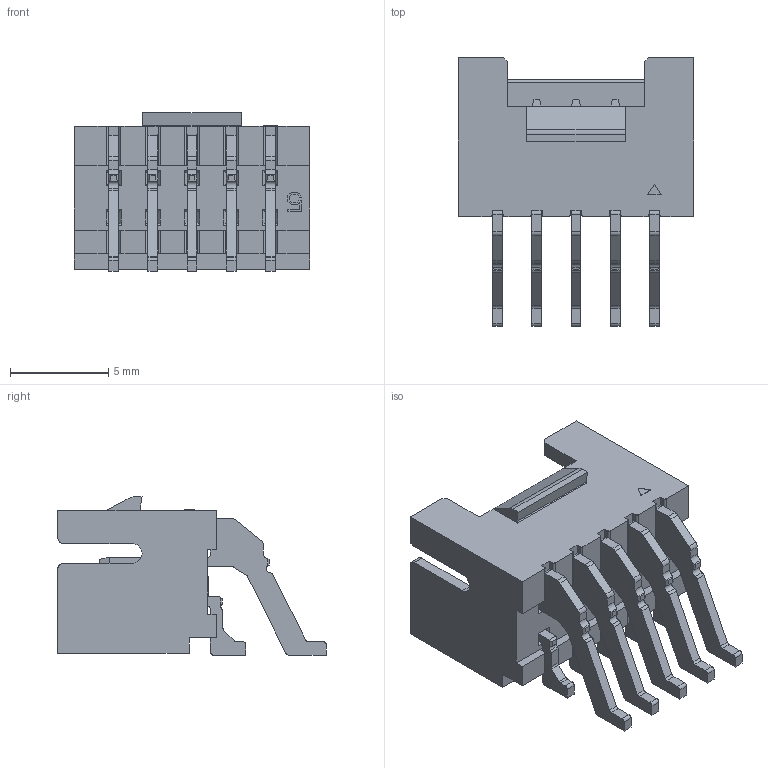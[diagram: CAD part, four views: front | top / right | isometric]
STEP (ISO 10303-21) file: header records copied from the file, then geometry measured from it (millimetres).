
FILE_DESCRIPTION(('FreeCAD Model'),'2;1');
FILE_NAME( 'PHB-ROW-ST-SMT-2-5P_ASM.step', '2023-06-28T10:17:30',('Author'),(''), 'Open CASCADE STEP processor 7.3','FreeCAD','Unknown');
FILE_SCHEMA(('AUTOMOTIVE_DESIGN { 1 0 10303 214 1 1 1 1 }'));
Length unit declared in the file: millimetre
Products named in the file (1): PHB-ROW-ST-SMT-2-5P_ASM
Bounding box: 12 x 13.7 x 8.1 mm (x, y, z)
Volume: 330.9 mm3; surface area: 938.1 mm2
Topology: 1 solids, 1 shells, 584 faces, 1704 edges, 1124 vertices
Faces by surface type: plane 446, cylinder 138
Entity records: 46130 total; most frequent: CARTESIAN_POINT 8273, DIRECTION 6232, LINE 4413, VECTOR 4413, ORIENTED_EDGE 3408, PCURVE 3408, DEFINITIONAL_REPRESENTATION 3408, EDGE_CURVE 1704
